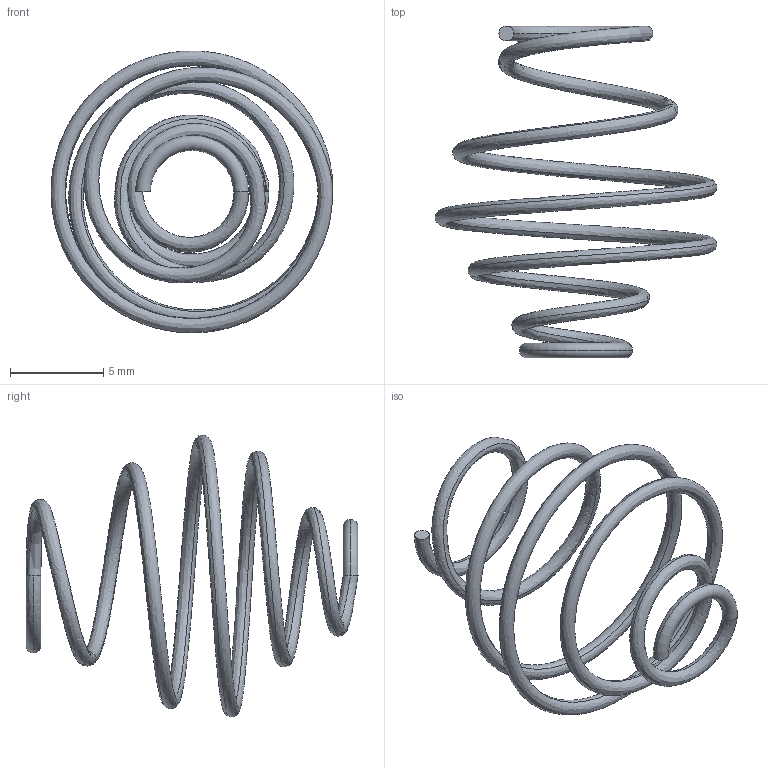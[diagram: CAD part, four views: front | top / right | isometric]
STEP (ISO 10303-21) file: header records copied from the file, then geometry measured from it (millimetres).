
FILE_DESCRIPTION (( 'STEP AP214' ), '1' );
FILE_NAME ('BCD.STEP', '2019-12-03T18:51:02', ( '' ), ( '' ), 'SwSTEP 2.0', 'SolidWorks 2017', '' );
FILE_SCHEMA (( 'AUTOMOTIVE_DESIGN' ));
Length unit declared in the file: millimetre
Products named in the file (1): BCD
Bounding box: 15.1 x 17.78 x 15.1 mm (x, y, z)
Volume: 90.8 mm3; surface area: 458.6 mm2
Topology: 1 solids, 1 shells, 8 faces, 21 edges, 15 vertices
Faces by surface type: bspline 4, torus 2, plane 2
Entity records: 3166 total; most frequent: CARTESIAN_POINT 2942, ORIENTED_EDGE 42, DIRECTION 40, EDGE_CURVE 21, AXIS2_PLACEMENT_3D 20, CIRCLE 15, VERTEX_POINT 15, EDGE_LOOP 8
